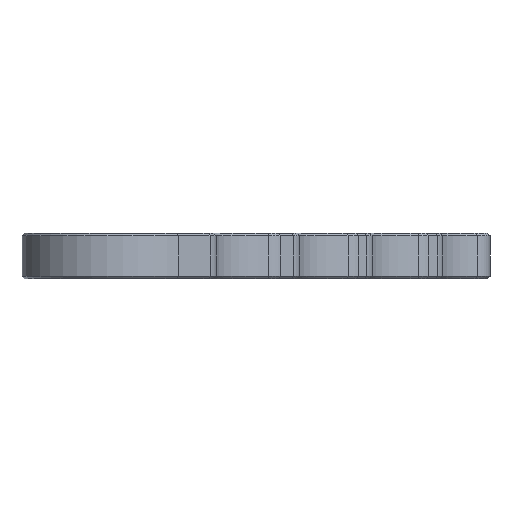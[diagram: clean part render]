
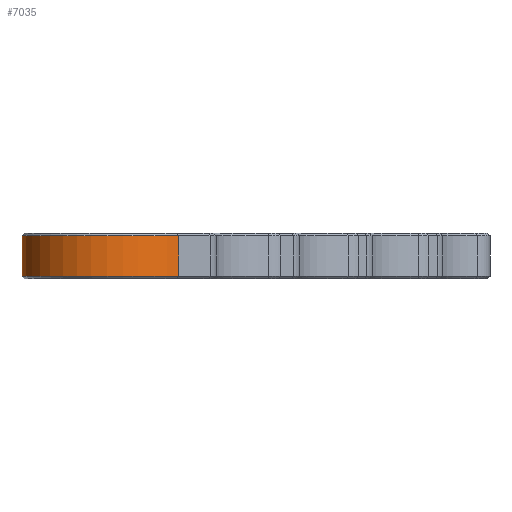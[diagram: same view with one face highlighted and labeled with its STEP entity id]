
A CAD part, left-side view. The second image highlights one B-rep face of the part: STEP entity #7035.
In plain terms, the highlighted cylindrical face has radius 20 mm (diameter 40 mm), a partial arc.
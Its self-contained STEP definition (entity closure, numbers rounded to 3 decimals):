
#32=CYLINDRICAL_SURFACE('',#7488,20.);
#991=FACE_OUTER_BOUND('',#1455,.T.);
#1455=EDGE_LOOP('',(#5423,#5424,#5425,#5426));
#1779=CIRCLE('',#7414,20.);
#1820=CIRCLE('',#7489,20.);
#2128=LINE('',#31270,#2614);
#2129=LINE('',#31274,#2615);
#2614=VECTOR('',#8270,10.);
#2615=VECTOR('',#8275,10.);
#3150=VERTEX_POINT('',#29375);
#3152=VERTEX_POINT('',#29381);
#3241=VERTEX_POINT('',#31269);
#3242=VERTEX_POINT('',#31273);
#3905=EDGE_CURVE('',#3152,#3150,#1779,.T.);
#4070=EDGE_CURVE('',#3150,#3241,#2128,.T.);
#4072=EDGE_CURVE('',#3152,#3242,#2129,.T.);
#4073=EDGE_CURVE('',#3241,#3242,#1820,.T.);
#5423=ORIENTED_EDGE('',*,*,#3905,.F.);
#5424=ORIENTED_EDGE('',*,*,#4072,.T.);
#5425=ORIENTED_EDGE('',*,*,#4073,.F.);
#5426=ORIENTED_EDGE('',*,*,#4070,.F.);
#7035=ADVANCED_FACE('',(#991),#32,.T.);
#7414=AXIS2_PLACEMENT_3D('',#29383,#8043,#8044);
#7488=AXIS2_PLACEMENT_3D('',#31272,#8273,#8274);
#7489=AXIS2_PLACEMENT_3D('',#31275,#8276,#8277);
#8043=DIRECTION('center_axis',(0.,0.,-1.));
#8044=DIRECTION('ref_axis',(-0.926,0.376,0.));
#8270=DIRECTION('',(0.,0.,1.));
#8273=DIRECTION('center_axis',(0.,0.,1.));
#8274=DIRECTION('ref_axis',(-0.291,0.957,0.));
#8275=DIRECTION('',(0.,0.,1.));
#8276=DIRECTION('center_axis',(0.,0.,1.));
#8277=DIRECTION('ref_axis',(-0.926,0.376,0.));
#29375=CARTESIAN_POINT('',(19.621,-3.875,0.6));
#29381=CARTESIAN_POINT('',(-14.142,-14.142,0.6));
#29383=CARTESIAN_POINT('Origin',(0.,0.,
0.6));
#31269=CARTESIAN_POINT('',(19.621,-3.875,9.4));
#31270=CARTESIAN_POINT('',(19.621,-3.875,0.));
#31272=CARTESIAN_POINT('Origin',(0.,0.,
0.));
#31273=CARTESIAN_POINT('',(-14.142,-14.142,9.4));
#31274=CARTESIAN_POINT('',(-14.142,-14.142,0.));
#31275=CARTESIAN_POINT('Origin',(0.,0.,
9.4));
